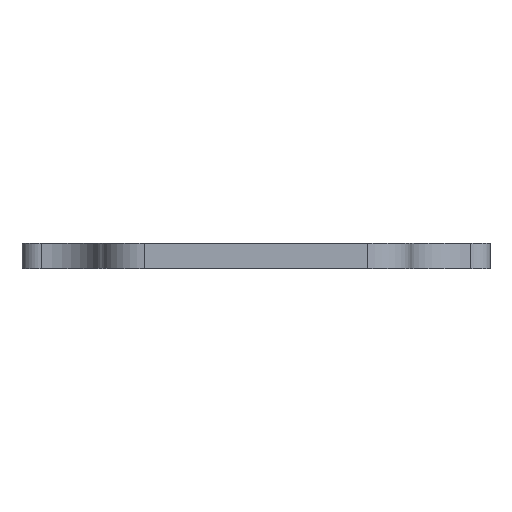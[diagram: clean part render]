
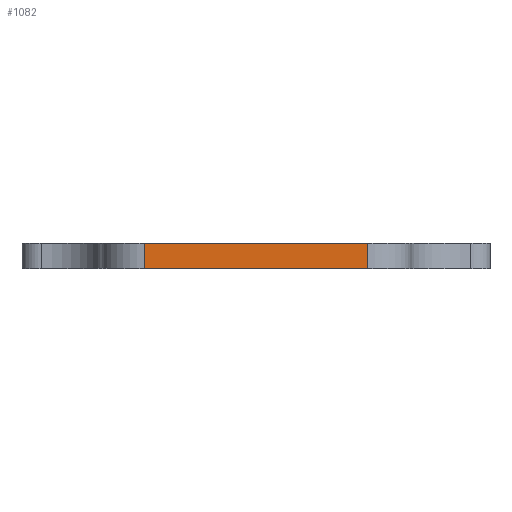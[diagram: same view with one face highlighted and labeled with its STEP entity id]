
A CAD part, top view. The second image highlights one B-rep face of the part: STEP entity #1082.
In plain terms, the highlighted planar face has unit normal (0, 0, 1).
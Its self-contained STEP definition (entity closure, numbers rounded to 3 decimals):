
#20 = EDGE_CURVE ( 'NONE', #118, #530, #695, .T. ) ;
#90 = CARTESIAN_POINT ( 'NONE',  ( -26., 5.85, 49. ) ) ;
#118 = VERTEX_POINT ( 'NONE', #1337 ) ;
#167 = DIRECTION ( 'NONE',  ( 1., 0., 0. ) ) ;
#191 = LINE ( 'NONE', #1202, #238 ) ;
#238 = VECTOR ( 'NONE', #167, 1000. ) ;
#276 = FACE_OUTER_BOUND ( 'NONE', #621, .T. ) ;
#530 = VERTEX_POINT ( 'NONE', #1204 ) ;
#562 = DIRECTION ( 'NONE',  ( 1., 0., 0. ) ) ;
#592 = ORIENTED_EDGE ( 'NONE', *, *, #1091, .T. ) ;
#593 = VERTEX_POINT ( 'NONE', #1828 ) ;
#604 = DIRECTION ( 'NONE',  ( -1., 0., 0. ) ) ;
#621 = EDGE_LOOP ( 'NONE', ( #1563, #1014, #1361, #592 ) ) ;
#626 = LINE ( 'NONE', #1637, #1883 ) ;
#678 = EDGE_CURVE ( 'NONE', #593, #530, #1338, .T. ) ;
#679 = VERTEX_POINT ( 'NONE', #90 ) ;
#695 = LINE ( 'NONE', #697, #885 ) ;
#697 = CARTESIAN_POINT ( 'NONE',  ( 0., 0., 49. ) ) ;
#885 = VECTOR ( 'NONE', #562, 1000. ) ;
#972 = CARTESIAN_POINT ( 'NONE',  ( 26., 5.85, 49. ) ) ;
#1014 = ORIENTED_EDGE ( 'NONE', *, *, #678, .F. ) ;
#1024 = EDGE_CURVE ( 'NONE', #679, #593, #191, .T. ) ;
#1082 = ADVANCED_FACE ( 'NONE', ( #276 ), #1488, .F. ) ;
#1091 = EDGE_CURVE ( 'NONE', #679, #118, #626, .T. ) ;
#1116 = DIRECTION ( 'NONE',  ( 0., -1., 0. ) ) ;
#1202 = CARTESIAN_POINT ( 'NONE',  ( 0., 5.85, 49. ) ) ;
#1204 = CARTESIAN_POINT ( 'NONE',  ( 26., 0., 49. ) ) ;
#1337 = CARTESIAN_POINT ( 'NONE',  ( -26., 0., 49. ) ) ;
#1338 = LINE ( 'NONE', #972, #1845 ) ;
#1361 = ORIENTED_EDGE ( 'NONE', *, *, #1024, .F. ) ;
#1461 = DIRECTION ( 'NONE',  ( 0., 0., -1. ) ) ;
#1476 = DIRECTION ( 'NONE',  ( 0., -1., 0. ) ) ;
#1488 = PLANE ( 'NONE',  #1726 ) ;
#1563 = ORIENTED_EDGE ( 'NONE', *, *, #20, .T. ) ;
#1617 = CARTESIAN_POINT ( 'NONE',  ( 0., 5.85, 49. ) ) ;
#1637 = CARTESIAN_POINT ( 'NONE',  ( -26., 5.85, 49. ) ) ;
#1726 = AXIS2_PLACEMENT_3D ( 'NONE', #1617, #1461, #604 ) ;
#1828 = CARTESIAN_POINT ( 'NONE',  ( 26., 5.85, 49. ) ) ;
#1845 = VECTOR ( 'NONE', #1116, 1000. ) ;
#1883 = VECTOR ( 'NONE', #1476, 1000. ) ;
